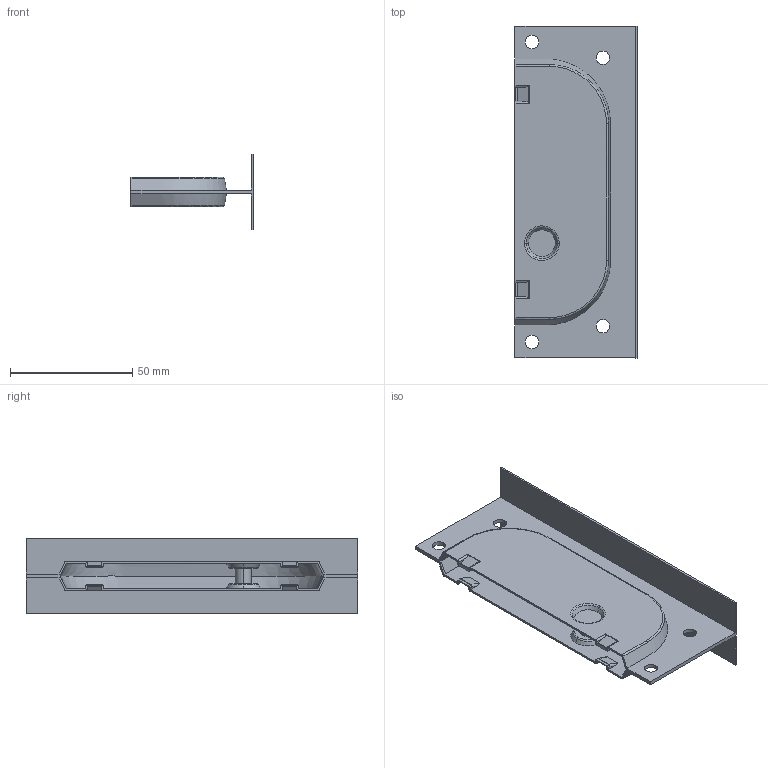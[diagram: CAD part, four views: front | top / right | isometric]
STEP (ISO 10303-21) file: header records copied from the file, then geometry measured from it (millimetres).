
FILE_DESCRIPTION (( 'STEP AP203' ), '1' );
FILE_NAME ('sone3D.STEP', '2016-07-01T04:54:03', ( '' ), ( '' ), 'SwSTEP 2.0', 'SolidWorks 2014', '' );
FILE_SCHEMA (( 'CONFIG_CONTROL_DESIGN' ));
Length unit declared in the file: millimetre
Products named in the file (1): sone3D
Bounding box: 50 x 136 x 31 mm (x, y, z)
Volume: 15325.5 mm3; surface area: 32698.9 mm2
Topology: 1 solids, 1 shells, 144 faces, 380 edges, 234 vertices
Faces by surface type: plane 62, cylinder 44, bspline 14, torus 8, cone 8, sphere 8
Entity records: 6561 total; most frequent: CARTESIAN_POINT 3081, ORIENTED_EDGE 744, DIRECTION 674, EDGE_CURVE 372, VERTEX_POINT 234, AXIS2_PLACEMENT_3D 233, LINE 208, VECTOR 208
